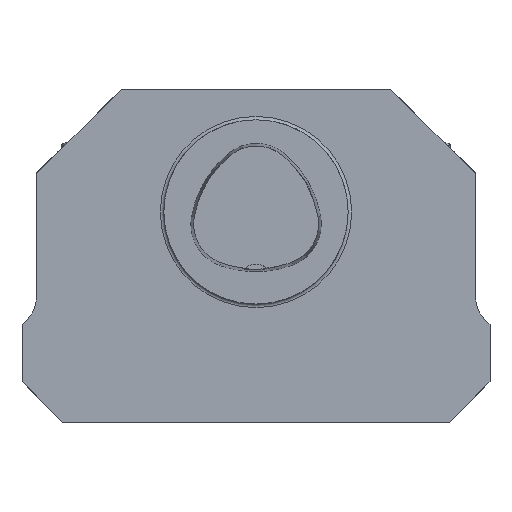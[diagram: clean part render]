
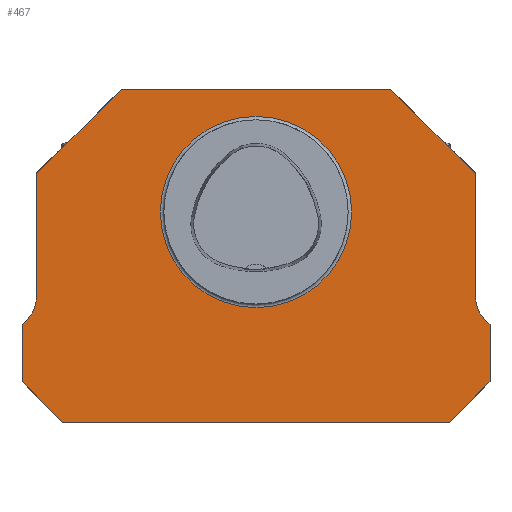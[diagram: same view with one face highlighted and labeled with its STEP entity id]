
A CAD part, top view. The second image highlights one B-rep face of the part: STEP entity #467.
In plain terms, the highlighted planar face has unit normal (0, 0, 1).
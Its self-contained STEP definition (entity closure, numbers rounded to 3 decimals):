
#51=LINE('',#2091,#188);
#71=LINE('',#2131,#208);
#73=LINE('',#2137,#210);
#74=LINE('',#2139,#211);
#75=LINE('',#2143,#212);
#76=LINE('',#2145,#213);
#77=LINE('',#2146,#214);
#78=LINE('',#2148,#215);
#79=LINE('',#2152,#216);
#80=LINE('',#2154,#217);
#188=VECTOR('',#1681,1.);
#208=VECTOR('',#1709,1.);
#210=VECTOR('',#1715,1.);
#211=VECTOR('',#1716,1.);
#212=VECTOR('',#1719,1.);
#213=VECTOR('',#1720,1.);
#214=VECTOR('',#1721,1.);
#215=VECTOR('',#1722,1.);
#216=VECTOR('',#1725,1.);
#217=VECTOR('',#1726,1.);
#332=PLANE('',#1512);
#467=ADVANCED_FACE('',(#571,#572),#332,.T.);
#571=FACE_BOUND('',#614,.T.);
#572=FACE_BOUND('',#615,.T.);
#614=EDGE_LOOP('',(#743));
#615=EDGE_LOOP('',(#744,#745,#746,#747,#748,#749,#750,#751,#752,#753,#754,
#755));
#743=ORIENTED_EDGE('',*,*,#1248,.T.);
#744=ORIENTED_EDGE('',*,*,#1246,.T.);
#745=ORIENTED_EDGE('',*,*,#1249,.T.);
#746=ORIENTED_EDGE('',*,*,#1250,.T.);
#747=ORIENTED_EDGE('',*,*,#1251,.T.);
#748=ORIENTED_EDGE('',*,*,#1252,.T.);
#749=ORIENTED_EDGE('',*,*,#1253,.T.);
#750=ORIENTED_EDGE('',*,*,#1226,.T.);
#751=ORIENTED_EDGE('',*,*,#1254,.T.);
#752=ORIENTED_EDGE('',*,*,#1255,.T.);
#753=ORIENTED_EDGE('',*,*,#1256,.T.);
#754=ORIENTED_EDGE('',*,*,#1257,.T.);
#755=ORIENTED_EDGE('',*,*,#1258,.T.);
#1093=VERTEX_POINT('',#2090);
#1094=VERTEX_POINT('',#2092);
#1109=VERTEX_POINT('',#2130);
#1110=VERTEX_POINT('',#2132);
#1111=VERTEX_POINT('',#2136);
#1112=VERTEX_POINT('',#2138);
#1113=VERTEX_POINT('',#2140);
#1114=VERTEX_POINT('',#2142);
#1115=VERTEX_POINT('',#2144);
#1116=VERTEX_POINT('',#2147);
#1117=VERTEX_POINT('',#2149);
#1118=VERTEX_POINT('',#2151);
#1119=VERTEX_POINT('',#2153);
#1226=EDGE_CURVE('',#1094,#1093,#51,.T.);
#1246=EDGE_CURVE('',#1110,#1109,#71,.T.);
#1248=EDGE_CURVE('',#1111,#1111,#1406,.T.);
#1249=EDGE_CURVE('',#1109,#1112,#73,.T.);
#1250=EDGE_CURVE('',#1112,#1113,#74,.T.);
#1251=EDGE_CURVE('',#1113,#1114,#1407,.T.);
#1252=EDGE_CURVE('',#1114,#1115,#75,.T.);
#1253=EDGE_CURVE('',#1115,#1094,#76,.T.);
#1254=EDGE_CURVE('',#1093,#1116,#77,.T.);
#1255=EDGE_CURVE('',#1116,#1117,#78,.T.);
#1256=EDGE_CURVE('',#1117,#1118,#1408,.T.);
#1257=EDGE_CURVE('',#1118,#1119,#79,.T.);
#1258=EDGE_CURVE('',#1119,#1110,#80,.T.);
#1406=CIRCLE('',#1509,32.7);
#1407=CIRCLE('',#1510,12.5);
#1408=CIRCLE('',#1511,12.5);
#1509=AXIS2_PLACEMENT_3D('',#2135,#1713,#1714);
#1510=AXIS2_PLACEMENT_3D('',#2141,#1717,#1718);
#1511=AXIS2_PLACEMENT_3D('',#2150,#1723,#1724);
#1512=AXIS2_PLACEMENT_3D('',#2155,#1727,#1728);
#1681=DIRECTION('',(-1.,0.,0.));
#1709=DIRECTION('',(1.,0.,0.));
#1713=DIRECTION('',(0.,0.,-1.));
#1714=DIRECTION('',(0.,1.,0.));
#1715=DIRECTION('',(0.707,0.707,0.));
#1716=DIRECTION('',(0.,1.,0.));
#1717=DIRECTION('',(0.,0.,-1.));
#1718=DIRECTION('',(1.,0.,0.));
#1719=DIRECTION('',(0.,1.,0.));
#1720=DIRECTION('',(-0.707,0.707,0.));
#1721=DIRECTION('',(-0.707,-0.707,0.));
#1722=DIRECTION('',(0.,-1.,0.));
#1723=DIRECTION('',(0.,0.,-1.));
#1724=DIRECTION('',(1.,0.,0.));
#1725=DIRECTION('',(0.,-1.,0.));
#1726=DIRECTION('',(0.707,-0.707,0.));
#1727=DIRECTION('',(0.,0.,1.));
#1728=DIRECTION('',(0.,-1.,0.));
#2090=CARTESIAN_POINT('',(-46.,42.,-23.2));
#2091=CARTESIAN_POINT('',(0.,42.,-23.2));
#2092=CARTESIAN_POINT('',(46.,42.,-23.2));
#2130=CARTESIAN_POINT('',(66.,-72.,-23.2));
#2131=CARTESIAN_POINT('',(0.,-72.,-23.2));
#2132=CARTESIAN_POINT('',(-66.,-72.,-23.2));
#2135=CARTESIAN_POINT('',(0.,0.,-23.2));
#2136=CARTESIAN_POINT('',(0.,32.7,-23.2));
#2137=CARTESIAN_POINT('',(69.,-69.,-23.2));
#2138=CARTESIAN_POINT('',(80.,-58.,-23.2));
#2139=CARTESIAN_POINT('',(80.,0.,-23.2));
#2140=CARTESIAN_POINT('',(80.,-38.5,-23.2));
#2141=CARTESIAN_POINT('',(87.5,-28.5,-23.2));
#2142=CARTESIAN_POINT('',(75.,-28.5,-23.2));
#2143=CARTESIAN_POINT('',(75.,0.,-23.2));
#2144=CARTESIAN_POINT('',(75.,13.,-23.2));
#2145=CARTESIAN_POINT('',(44.,44.,-23.2));
#2146=CARTESIAN_POINT('',(-44.,44.,-23.2));
#2147=CARTESIAN_POINT('',(-75.,13.,-23.2));
#2148=CARTESIAN_POINT('',(-75.,0.,-23.2));
#2149=CARTESIAN_POINT('',(-75.,-28.5,-23.2));
#2150=CARTESIAN_POINT('',(-87.5,-28.5,-23.2));
#2151=CARTESIAN_POINT('',(-80.,-38.5,-23.2));
#2152=CARTESIAN_POINT('',(-80.,0.,-23.2));
#2153=CARTESIAN_POINT('',(-80.,-58.,-23.2));
#2154=CARTESIAN_POINT('',(-69.,-69.,-23.2));
#2155=CARTESIAN_POINT('',(0.,0.,-23.2));
